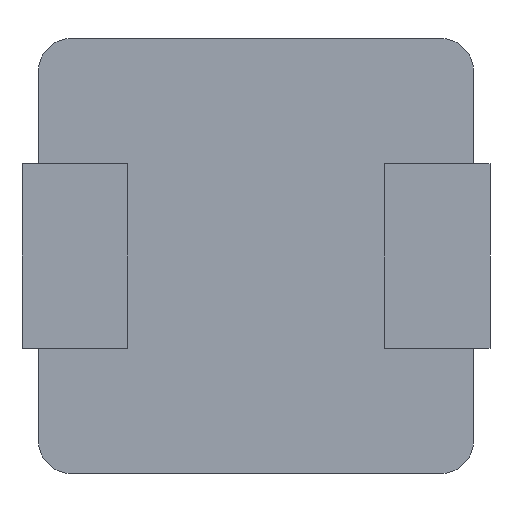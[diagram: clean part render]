
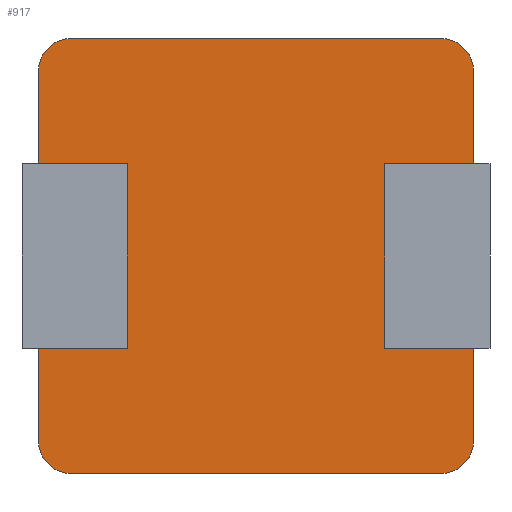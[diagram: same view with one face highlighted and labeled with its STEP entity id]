
A CAD part, front view. The second image highlights one B-rep face of the part: STEP entity #917.
In plain terms, the highlighted planar face has unit normal (0, -1, 0).
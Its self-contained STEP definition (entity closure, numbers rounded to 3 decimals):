
#11 = ORIENTED_EDGE ( 'NONE', *, *, #133, .T. ) ;
#13 = CARTESIAN_POINT ( 'NONE',  ( 6.6, 0., -0.5 ) ) ;
#14 = VERTEX_POINT ( 'NONE', #568 ) ;
#16 = DIRECTION ( 'NONE',  ( 0., 0., -1. ) ) ;
#18 = VECTOR ( 'NONE', #910, 1000. ) ;
#22 = CARTESIAN_POINT ( 'NONE',  ( 6.1, 0., -0.5 ) ) ;
#35 = DIRECTION ( 'NONE',  ( 0., -1., 0. ) ) ;
#39 = ORIENTED_EDGE ( 'NONE', *, *, #244, .F. ) ;
#45 = AXIS2_PLACEMENT_3D ( 'NONE', #859, #713, #299 ) ;
#51 = ORIENTED_EDGE ( 'NONE', *, *, #897, .T. ) ;
#61 = CARTESIAN_POINT ( 'NONE',  ( 0.5, 0., -6.6 ) ) ;
#74 = CARTESIAN_POINT ( 'NONE',  ( 0., 0., 0. ) ) ;
#77 = CARTESIAN_POINT ( 'NONE',  ( 1.35, 0., -1.9 ) ) ;
#86 = LINE ( 'NONE', #793, #505 ) ;
#87 = CARTESIAN_POINT ( 'NONE',  ( 0., 0., -1.9 ) ) ;
#91 = EDGE_CURVE ( 'NONE', #247, #324, #781, .T. ) ;
#93 = VERTEX_POINT ( 'NONE', #234 ) ;
#99 = CARTESIAN_POINT ( 'NONE',  ( 0., 0., -6.6 ) ) ;
#117 = ORIENTED_EDGE ( 'NONE', *, *, #716, .F. ) ;
#128 = LINE ( 'NONE', #613, #18 ) ;
#130 = DIRECTION ( 'NONE',  ( 0., -1., 0. ) ) ;
#133 = EDGE_CURVE ( 'NONE', #247, #749, #780, .T. ) ;
#146 = DIRECTION ( 'NONE',  ( -1., 0., 0. ) ) ;
#160 = VECTOR ( 'NONE', #165, 1000. ) ;
#163 = VERTEX_POINT ( 'NONE', #87 ) ;
#165 = DIRECTION ( 'NONE',  ( -1., 0., 0. ) ) ;
#175 = DIRECTION ( 'NONE',  ( 1., 0., 0. ) ) ;
#179 = LINE ( 'NONE', #99, #160 ) ;
#184 = AXIS2_PLACEMENT_3D ( 'NONE', #401, #130, #337 ) ;
#190 = CARTESIAN_POINT ( 'NONE',  ( 0., 0., -4.7 ) ) ;
#198 = ORIENTED_EDGE ( 'NONE', *, *, #733, .F. ) ;
#199 = EDGE_CURVE ( 'NONE', #399, #766, #179, .T. ) ;
#203 = VECTOR ( 'NONE', #16, 1000. ) ;
#204 = VECTOR ( 'NONE', #267, 1000. ) ;
#225 = LINE ( 'NONE', #495, #579 ) ;
#227 = VERTEX_POINT ( 'NONE', #772 ) ;
#231 = AXIS2_PLACEMENT_3D ( 'NONE', #616, #908, #560 ) ;
#232 = LINE ( 'NONE', #77, #429 ) ;
#234 = CARTESIAN_POINT ( 'NONE',  ( 0., 0., -0.5 ) ) ;
#241 = CARTESIAN_POINT ( 'NONE',  ( 6.6, 0., 0. ) ) ;
#244 = EDGE_CURVE ( 'NONE', #14, #467, #423, .T. ) ;
#247 = VERTEX_POINT ( 'NONE', #13 ) ;
#254 = CIRCLE ( 'NONE', #184, 0.5 ) ;
#256 = VECTOR ( 'NONE', #878, 1000. ) ;
#260 = CARTESIAN_POINT ( 'NONE',  ( 0., 0., 0. ) ) ;
#267 = DIRECTION ( 'NONE',  ( 0., 0., 1. ) ) ;
#270 = VERTEX_POINT ( 'NONE', #834 ) ;
#299 = DIRECTION ( 'NONE',  ( 0., 0., -1. ) ) ;
#317 = EDGE_CURVE ( 'NONE', #748, #535, #232, .T. ) ;
#324 = VERTEX_POINT ( 'NONE', #508 ) ;
#327 = AXIS2_PLACEMENT_3D ( 'NONE', #338, #614, #556 ) ;
#333 = VERTEX_POINT ( 'NONE', #652 ) ;
#334 = VERTEX_POINT ( 'NONE', #587 ) ;
#336 = EDGE_CURVE ( 'NONE', #324, #227, #784, .T. ) ;
#337 = DIRECTION ( 'NONE',  ( 0., 0., -1. ) ) ;
#338 = CARTESIAN_POINT ( 'NONE',  ( 0.5, 0., -6.1 ) ) ;
#354 = EDGE_CURVE ( 'NONE', #227, #333, #734, .T. ) ;
#356 = CARTESIAN_POINT ( 'NONE',  ( 1.35, 0., -4.7 ) ) ;
#380 = EDGE_CURVE ( 'NONE', #467, #748, #648, .T. ) ;
#389 = CARTESIAN_POINT ( 'NONE',  ( 5.25, 0., -1.9 ) ) ;
#399 = VERTEX_POINT ( 'NONE', #459 ) ;
#401 = CARTESIAN_POINT ( 'NONE',  ( 0.5, 0., -0.5 ) ) ;
#423 = LINE ( 'NONE', #74, #619 ) ;
#429 = VECTOR ( 'NONE', #442, 1000. ) ;
#434 = EDGE_CURVE ( 'NONE', #14, #766, #721, .T. ) ;
#442 = DIRECTION ( 'NONE',  ( 0., 0., 1. ) ) ;
#447 = CIRCLE ( 'NONE', #231, 0.5 ) ;
#459 = CARTESIAN_POINT ( 'NONE',  ( 6.1, 0., -6.6 ) ) ;
#463 = VERTEX_POINT ( 'NONE', #585 ) ;
#466 = ORIENTED_EDGE ( 'NONE', *, *, #199, .F. ) ;
#467 = VERTEX_POINT ( 'NONE', #190 ) ;
#470 = DIRECTION ( 'NONE',  ( 1., 0., 0. ) ) ;
#477 = LINE ( 'NONE', #260, #204 ) ;
#488 = CARTESIAN_POINT ( 'NONE',  ( 1.35, 0., -1.9 ) ) ;
#495 = CARTESIAN_POINT ( 'NONE',  ( -0.25, 0., -1.9 ) ) ;
#505 = VECTOR ( 'NONE', #175, 1000. ) ;
#508 = CARTESIAN_POINT ( 'NONE',  ( 6.6, 0., -1.9 ) ) ;
#510 = CARTESIAN_POINT ( 'NONE',  ( 6.6, 0., 0. ) ) ;
#514 = DIRECTION ( 'NONE',  ( -1., 0., 0. ) ) ;
#530 = AXIS2_PLACEMENT_3D ( 'NONE', #22, #35, #730 ) ;
#535 = VERTEX_POINT ( 'NONE', #488 ) ;
#548 = ORIENTED_EDGE ( 'NONE', *, *, #317, .F. ) ;
#550 = VECTOR ( 'NONE', #514, 1000. ) ;
#556 = DIRECTION ( 'NONE',  ( 0., 0., -1. ) ) ;
#557 = EDGE_CURVE ( 'NONE', #163, #93, #477, .T. ) ;
#559 = ORIENTED_EDGE ( 'NONE', *, *, #336, .F. ) ;
#560 = DIRECTION ( 'NONE',  ( 0., 0., -1. ) ) ;
#566 = ORIENTED_EDGE ( 'NONE', *, *, #354, .F. ) ;
#568 = CARTESIAN_POINT ( 'NONE',  ( 0., 0., -6.1 ) ) ;
#575 = PLANE ( 'NONE',  #45 ) ;
#578 = ORIENTED_EDGE ( 'NONE', *, *, #434, .T. ) ;
#579 = VECTOR ( 'NONE', #146, 1000. ) ;
#583 = FACE_OUTER_BOUND ( 'NONE', #790, .T. ) ;
#585 = CARTESIAN_POINT ( 'NONE',  ( 6.6, 0., -4.7 ) ) ;
#587 = CARTESIAN_POINT ( 'NONE',  ( 0.5, 0., 0. ) ) ;
#590 = EDGE_CURVE ( 'NONE', #334, #93, #254, .T. ) ;
#597 = CARTESIAN_POINT ( 'NONE',  ( -0.25, 0., -4.7 ) ) ;
#613 = CARTESIAN_POINT ( 'NONE',  ( 6.85, 0., -4.7 ) ) ;
#614 = DIRECTION ( 'NONE',  ( 0., -1., 0. ) ) ;
#616 = CARTESIAN_POINT ( 'NONE',  ( 6.1, 0., -6.1 ) ) ;
#619 = VECTOR ( 'NONE', #768, 1000. ) ;
#648 = LINE ( 'NONE', #597, #810 ) ;
#652 = CARTESIAN_POINT ( 'NONE',  ( 5.25, 0., -4.7 ) ) ;
#686 = ORIENTED_EDGE ( 'NONE', *, *, #590, .T. ) ;
#692 = CARTESIAN_POINT ( 'NONE',  ( 6.1, 0., 0. ) ) ;
#709 = LINE ( 'NONE', #510, #843 ) ;
#713 = DIRECTION ( 'NONE',  ( 0., -1., 0. ) ) ;
#716 = EDGE_CURVE ( 'NONE', #334, #749, #86, .T. ) ;
#718 = ORIENTED_EDGE ( 'NONE', *, *, #380, .F. ) ;
#721 = CIRCLE ( 'NONE', #327, 0.5 ) ;
#730 = DIRECTION ( 'NONE',  ( 0., 0., -1. ) ) ;
#733 = EDGE_CURVE ( 'NONE', #333, #463, #128, .T. ) ;
#734 = LINE ( 'NONE', #389, #203 ) ;
#748 = VERTEX_POINT ( 'NONE', #356 ) ;
#749 = VERTEX_POINT ( 'NONE', #692 ) ;
#766 = VERTEX_POINT ( 'NONE', #61 ) ;
#768 = DIRECTION ( 'NONE',  ( 0., 0., 1. ) ) ;
#772 = CARTESIAN_POINT ( 'NONE',  ( 5.25, 0., -1.9 ) ) ;
#773 = ORIENTED_EDGE ( 'NONE', *, *, #815, .F. ) ;
#780 = CIRCLE ( 'NONE', #530, 0.5 ) ;
#781 = LINE ( 'NONE', #241, #256 ) ;
#784 = LINE ( 'NONE', #880, #550 ) ;
#790 = EDGE_LOOP ( 'NONE', ( #566, #559, #816, #11, #117, #686, #813, #773, #548, #718, #39, #578, #466, #51, #804, #198 ) ) ;
#793 = CARTESIAN_POINT ( 'NONE',  ( 0., 0., 0. ) ) ;
#804 = ORIENTED_EDGE ( 'NONE', *, *, #906, .F. ) ;
#810 = VECTOR ( 'NONE', #470, 1000. ) ;
#813 = ORIENTED_EDGE ( 'NONE', *, *, #557, .F. ) ;
#815 = EDGE_CURVE ( 'NONE', #535, #163, #225, .T. ) ;
#816 = ORIENTED_EDGE ( 'NONE', *, *, #91, .F. ) ;
#834 = CARTESIAN_POINT ( 'NONE',  ( 6.6, 0., -6.1 ) ) ;
#843 = VECTOR ( 'NONE', #865, 1000. ) ;
#859 = CARTESIAN_POINT ( 'NONE',  ( 0., 0., 0. ) ) ;
#865 = DIRECTION ( 'NONE',  ( 0., 0., -1. ) ) ;
#878 = DIRECTION ( 'NONE',  ( 0., 0., -1. ) ) ;
#880 = CARTESIAN_POINT ( 'NONE',  ( 6.85, 0., -1.9 ) ) ;
#897 = EDGE_CURVE ( 'NONE', #399, #270, #447, .T. ) ;
#906 = EDGE_CURVE ( 'NONE', #463, #270, #709, .T. ) ;
#908 = DIRECTION ( 'NONE',  ( 0., -1., 0. ) ) ;
#910 = DIRECTION ( 'NONE',  ( 1., 0., 0. ) ) ;
#917 = ADVANCED_FACE ( 'NONE', ( #583 ), #575, .T. ) ;
